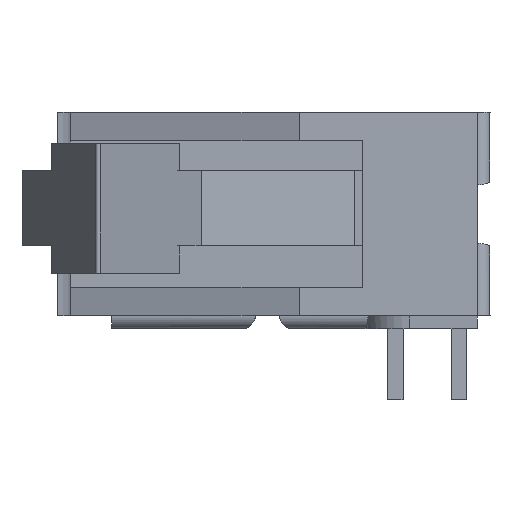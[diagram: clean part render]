
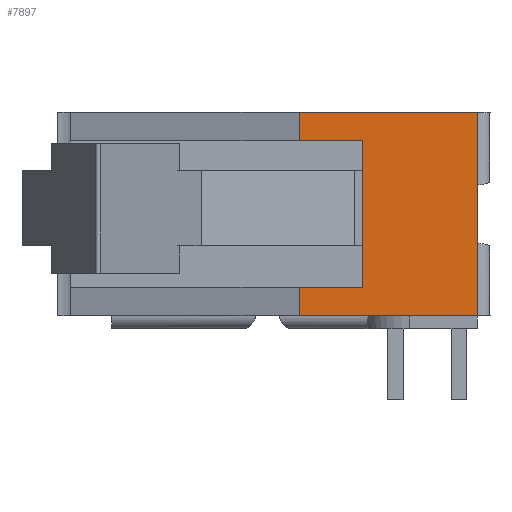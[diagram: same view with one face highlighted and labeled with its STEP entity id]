
A CAD part, left-side view. The second image highlights one B-rep face of the part: STEP entity #7897.
In plain terms, the highlighted planar face has unit normal (-1, 0, 0).
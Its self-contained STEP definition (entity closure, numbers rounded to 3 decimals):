
#423=FACE_OUTER_BOUND($,#908,.T.);
#908=EDGE_LOOP($,(#6250,#6251,#6252,#6253,#6254,#6255,#6256,#6257));
#1701=LINE($,#12158,#2690);
#1723=LINE($,#12313,#2712);
#1734=LINE($,#12377,#2723);
#1735=LINE($,#12380,#2724);
#1736=LINE($,#12382,#2725);
#1737=LINE($,#12384,#2726);
#1738=LINE($,#12386,#2727);
#1739=LINE($,#12387,#2728);
#2690=VECTOR($,#9826,7.112);
#2712=VECTOR($,#9890,7.112);
#2723=VECTOR($,#9931,8.128);
#2724=VECTOR($,#9934,1.143);
#2725=VECTOR($,#9935,2.54);
#2726=VECTOR($,#9936,5.842);
#2727=VECTOR($,#9937,2.54);
#2728=VECTOR($,#9938,1.143);
#3576=VERTEX_POINT($,#12155);
#3577=VERTEX_POINT($,#12157);
#3606=VERTEX_POINT($,#12310);
#3607=VERTEX_POINT($,#12312);
#3617=VERTEX_POINT($,#12379);
#3618=VERTEX_POINT($,#12381);
#3619=VERTEX_POINT($,#12383);
#3620=VERTEX_POINT($,#12385);
#4499=EDGE_CURVE($,#3577,#3576,#1701,.T.);
#4538=EDGE_CURVE($,#3606,#3607,#1723,.T.);
#4556=EDGE_CURVE($,#3606,#3577,#1734,.T.);
#4557=EDGE_CURVE($,#3576,#3617,#1735,.T.);
#4558=EDGE_CURVE($,#3617,#3618,#1736,.T.);
#4559=EDGE_CURVE($,#3618,#3619,#1737,.T.);
#4560=EDGE_CURVE($,#3619,#3620,#1738,.T.);
#4561=EDGE_CURVE($,#3607,#3620,#1739,.T.);
#6250=ORIENTED_EDGE($,*,*,#4557,.T.);
#6251=ORIENTED_EDGE($,*,*,#4558,.T.);
#6252=ORIENTED_EDGE($,*,*,#4559,.T.);
#6253=ORIENTED_EDGE($,*,*,#4560,.T.);
#6254=ORIENTED_EDGE($,*,*,#4561,.F.);
#6255=ORIENTED_EDGE($,*,*,#4538,.F.);
#6256=ORIENTED_EDGE($,*,*,#4556,.T.);
#6257=ORIENTED_EDGE($,*,*,#4499,.T.);
#7438=PLANE($,#8521);
#7897=ADVANCED_FACE($,(#423),#7438,.T.);
#8521=AXIS2_PLACEMENT_3D($,#12378,#9932,#9933);
#9826=DIRECTION($,(0.,1.,0.));
#9890=DIRECTION($,(0.,1.,0.));
#9931=DIRECTION($,(0.,0.,1.));
#9932=DIRECTION('center_axis',(-1.,0.,0.));
#9933=DIRECTION('ref_axis',(0.,0.,1.));
#9934=DIRECTION($,(0.,0.,-1.));
#9935=DIRECTION($,(0.,-1.,0.));
#9936=DIRECTION($,(0.,0.,-1.));
#9937=DIRECTION($,(0.,1.,0.));
#9938=DIRECTION($,(0.,0.,1.));
#12155=CARTESIAN_POINT('',(-22.352,5.105,8.636));
#12157=CARTESIAN_POINT('',(-22.352,-2.007,8.636));
#12158=CARTESIAN_POINT($,(-22.352,-2.007,8.636));
#12310=CARTESIAN_POINT('',(-22.352,-2.007,0.508));
#12312=CARTESIAN_POINT('',(-22.352,5.105,0.508));
#12313=CARTESIAN_POINT($,(-22.352,-2.007,0.508));
#12377=CARTESIAN_POINT($,(-22.352,-2.007,0.508));
#12378=CARTESIAN_POINT('Origin',(-22.352,-2.362,0.102));
#12379=CARTESIAN_POINT('',(-22.352,5.105,7.493));
#12380=CARTESIAN_POINT($,(-22.352,5.105,8.636));
#12381=CARTESIAN_POINT('',(-22.352,2.565,7.493));
#12382=CARTESIAN_POINT($,(-22.352,5.105,7.493));
#12383=CARTESIAN_POINT('',(-22.352,2.565,1.651));
#12384=CARTESIAN_POINT($,(-22.352,2.565,7.493));
#12385=CARTESIAN_POINT('',(-22.352,5.105,1.651));
#12386=CARTESIAN_POINT($,(-22.352,2.565,1.651));
#12387=CARTESIAN_POINT($,(-22.352,5.105,0.508));
